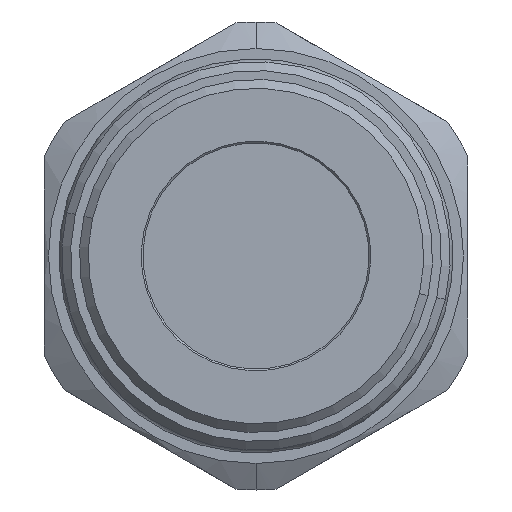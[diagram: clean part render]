
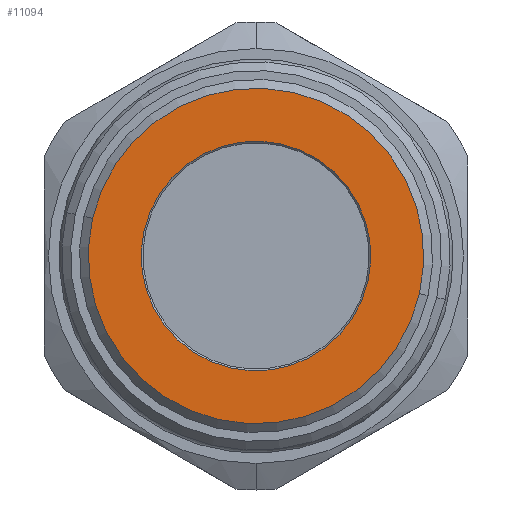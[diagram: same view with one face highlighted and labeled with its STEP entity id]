
A CAD part, front view. The second image highlights one B-rep face of the part: STEP entity #11094.
In plain terms, the highlighted planar face has unit normal (0, -1, 0).
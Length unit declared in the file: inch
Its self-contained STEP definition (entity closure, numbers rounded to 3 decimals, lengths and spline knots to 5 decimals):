
#4601=CARTESIAN_POINT('',(0.,-0.00394,0.));
#4602=DIRECTION('',(0.,-1.,0.));
#4603=DIRECTION('',(-0.975,0.,0.224));
#4604=AXIS2_PLACEMENT_3D('',#4601,#4602,#4603);
#4606=CARTESIAN_POINT('',(0.,-0.00394,0.));
#4607=DIRECTION('',(0.,-1.,0.));
#4608=DIRECTION('',(0.975,0.,-0.224));
#4609=AXIS2_PLACEMENT_3D('',#4606,#4607,#4608);
#4611=CARTESIAN_POINT('',(0.,-0.00394,0.));
#4612=DIRECTION('',(0.,1.,0.));
#4613=DIRECTION('',(-0.224,0.,-0.975));
#4614=AXIS2_PLACEMENT_3D('',#4611,#4612,#4613);
#4625=CARTESIAN_POINT('',(0.,-0.00394,0.));
#4626=DIRECTION('',(0.,1.,0.));
#4627=DIRECTION('',(0.224,0.,0.975));
#4628=AXIS2_PLACEMENT_3D('',#4625,#4626,#4627);
#4838=CARTESIAN_POINT('',(0.36452,-0.00394,
-0.08373));
#4840=VERTEX_POINT('',#4838);
#4853=CARTESIAN_POINT('',(-0.36452,-0.00394,
0.08373));
#4854=VERTEX_POINT('',#4853);
#4859=CARTESIAN_POINT('',(-0.05729,-0.00394,
-0.24941));
#4860=CARTESIAN_POINT('',(0.05729,-0.00394,
0.24941));
#4861=VERTEX_POINT('',#4859);
#4862=VERTEX_POINT('',#4860);
#11079=CARTESIAN_POINT('',(0.,-0.00394,0.));
#11080=DIRECTION('',(0.,1.,0.));
#11081=DIRECTION('',(-0.975,0.,0.224));
#11082=AXIS2_PLACEMENT_3D('',#11079,#11080,#11081);
#11083=PLANE('357',#11082);
#11084=ORIENTED_EDGE('619',*,*,#11047,.F.);
#11085=ORIENTED_EDGE('617',*,*,#11064,.F.);
#11086=EDGE_LOOP('357',(#11084,#11085));
#11087=FACE_OUTER_BOUND('357',#11086,.F.);
#11089=ORIENTED_EDGE('1163',*,*,#11088,.F.);
#11091=ORIENTED_EDGE('622',*,*,#11090,.F.);
#11092=EDGE_LOOP('357',(#11089,#11091));
#11093=FACE_BOUND('357',#11092,.F.);
#4605=CIRCLE('619',#4604,0.37402);
#4610=CIRCLE('617',#4609,0.37402);
#4615=CIRCLE('622',#4614,0.25591);
#4629=CIRCLE('1163',#4628,0.25591);
#11047=EDGE_CURVE('619',#4854,#4840,#4605,.T.);
#11064=EDGE_CURVE('617',#4840,#4854,#4610,.T.);
#11088=EDGE_CURVE('1163',#4862,#4861,#4629,.T.);
#11090=EDGE_CURVE('622',#4861,#4862,#4615,.T.);
#11094=ADVANCED_FACE('357',(#11087,#11093),#11083,.F.);
